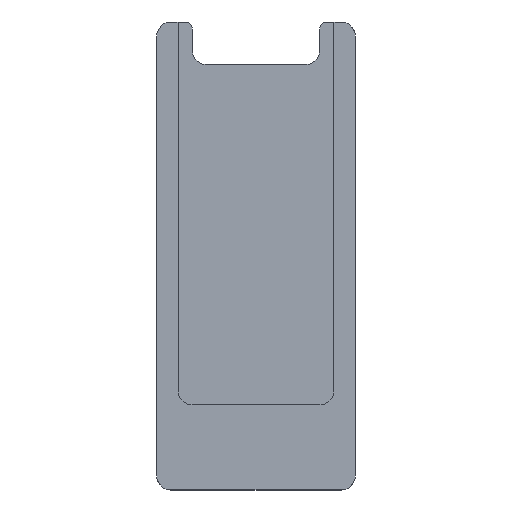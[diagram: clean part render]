
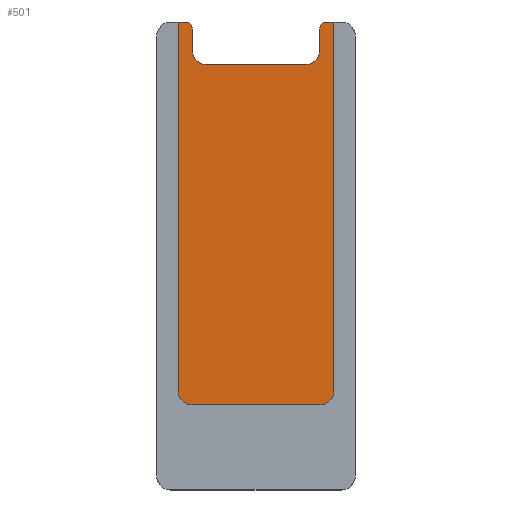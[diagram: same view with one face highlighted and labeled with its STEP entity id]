
A CAD part, top view. The second image highlights one B-rep face of the part: STEP entity #501.
In plain terms, the highlighted planar face has unit normal (0, 0, 1).
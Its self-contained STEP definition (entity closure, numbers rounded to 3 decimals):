
#33=PLANE('',#565);
#59=FACE_OUTER_BOUND('',#85,.T.);
#85=EDGE_LOOP('',(#449,#450,#451,#452,#453,#454,#455,#456,#457,#458,#459,
#460,#461,#462));
#89=LINE('',#729,#137);
#93=LINE('',#741,#141);
#101=LINE('',#760,#149);
#112=LINE('',#798,#160);
#123=LINE('',#834,#171);
#130=LINE('',#851,#178);
#132=LINE('',#857,#180);
#134=LINE('',#862,#182);
#137=VECTOR('',#579,10.);
#141=VECTOR('',#591,10.);
#149=VECTOR('',#607,10.);
#160=VECTOR('',#640,10.);
#171=VECTOR('',#677,10.);
#178=VECTOR('',#698,10.);
#180=VECTOR('',#706,10.);
#182=VECTOR('',#714,10.);
#183=CIRCLE('',#518,1.);
#185=CIRCLE('',#522,1.);
#187=CIRCLE('',#526,0.5);
#196=CIRCLE('',#538,0.5);
#201=CIRCLE('',#561,1.);
#202=CIRCLE('',#564,1.);
#203=VERTEX_POINT('',#719);
#204=VERTEX_POINT('',#720);
#207=VERTEX_POINT('',#728);
#209=VERTEX_POINT('',#734);
#211=VERTEX_POINT('',#740);
#213=VERTEX_POINT('',#746);
#214=VERTEX_POINT('',#747);
#232=VERTEX_POINT('',#790);
#233=VERTEX_POINT('',#791);
#234=VERTEX_POINT('',#796);
#246=VERTEX_POINT('',#833);
#248=VERTEX_POINT('',#848);
#249=VERTEX_POINT('',#850);
#250=VERTEX_POINT('',#856);
#251=EDGE_CURVE('',#203,#204,#183,.T.);
#255=EDGE_CURVE('',#203,#207,#89,.T.);
#258=EDGE_CURVE('',#209,#207,#185,.T.);
#261=EDGE_CURVE('',#209,#211,#93,.T.);
#264=EDGE_CURVE('',#213,#214,#187,.T.);
#271=EDGE_CURVE('',#213,#211,#101,.T.);
#286=EDGE_CURVE('',#232,#233,#196,.T.);
#290=EDGE_CURVE('',#232,#234,#112,.T.);
#308=EDGE_CURVE('',#246,#233,#123,.T.);
#316=EDGE_CURVE('',#249,#248,#130,.T.);
#318=EDGE_CURVE('',#234,#249,#201,.T.);
#319=EDGE_CURVE('',#250,#214,#132,.T.);
#321=EDGE_CURVE('',#248,#250,#202,.T.);
#322=EDGE_CURVE('',#246,#204,#134,.T.);
#449=ORIENTED_EDGE('',*,*,#251,.T.);
#450=ORIENTED_EDGE('',*,*,#322,.F.);
#451=ORIENTED_EDGE('',*,*,#308,.T.);
#452=ORIENTED_EDGE('',*,*,#286,.F.);
#453=ORIENTED_EDGE('',*,*,#290,.T.);
#454=ORIENTED_EDGE('',*,*,#318,.T.);
#455=ORIENTED_EDGE('',*,*,#316,.T.);
#456=ORIENTED_EDGE('',*,*,#321,.T.);
#457=ORIENTED_EDGE('',*,*,#319,.T.);
#458=ORIENTED_EDGE('',*,*,#264,.F.);
#459=ORIENTED_EDGE('',*,*,#271,.T.);
#460=ORIENTED_EDGE('',*,*,#261,.F.);
#461=ORIENTED_EDGE('',*,*,#258,.T.);
#462=ORIENTED_EDGE('',*,*,#255,.F.);
#501=ADVANCED_FACE('',(#59),#33,.T.);
#518=AXIS2_PLACEMENT_3D('',#721,#571,#572);
#522=AXIS2_PLACEMENT_3D('',#735,#584,#585);
#526=AXIS2_PLACEMENT_3D('',#748,#596,#597);
#538=AXIS2_PLACEMENT_3D('',#792,#633,#634);
#561=AXIS2_PLACEMENT_3D('',#854,#702,#703);
#564=AXIS2_PLACEMENT_3D('',#860,#710,#711);
#565=AXIS2_PLACEMENT_3D('',#861,#712,#713);
#571=DIRECTION('center_axis',(0.,0.,1.));
#572=DIRECTION('ref_axis',(0.707,-0.707,0.));
#579=DIRECTION('',(-1.,0.,0.));
#584=DIRECTION('center_axis',(0.,0.,1.));
#585=DIRECTION('ref_axis',(-0.707,-0.707,0.));
#591=DIRECTION('',(0.,1.,0.));
#596=DIRECTION('center_axis',(0.,0.,-1.));
#597=DIRECTION('ref_axis',(0.707,0.707,0.));
#607=DIRECTION('',(-1.,0.,0.));
#633=DIRECTION('center_axis',(0.,0.,-1.));
#634=DIRECTION('ref_axis',(-0.707,0.707,0.));
#640=DIRECTION('',(0.,-1.,0.));
#677=DIRECTION('',(-1.,0.,0.));
#698=DIRECTION('',(-1.,0.,0.));
#702=DIRECTION('center_axis',(0.,0.,-1.));
#703=DIRECTION('ref_axis',(0.,-1.,0.));
#706=DIRECTION('',(0.,1.,0.));
#710=DIRECTION('center_axis',(0.,0.,-1.));
#711=DIRECTION('ref_axis',(-1.,0.,0.));
#712=DIRECTION('center_axis',(0.,0.,1.));
#713=DIRECTION('ref_axis',(1.,0.,0.));
#714=DIRECTION('',(0.,-1.,0.));
#719=CARTESIAN_POINT('',(-10.8,9.9,0.8));
#720=CARTESIAN_POINT('',(-9.8,10.9,0.8));
#721=CARTESIAN_POINT('Origin',(-10.8,10.9,0.8));
#728=CARTESIAN_POINT('',(-19.8,9.9,0.8));
#729=CARTESIAN_POINT('',(-12.55,9.9,0.8));
#734=CARTESIAN_POINT('',(-20.8,10.9,0.8));
#735=CARTESIAN_POINT('Origin',(-19.8,10.9,0.8));
#740=CARTESIAN_POINT('',(-20.8,36.9,0.8));
#741=CARTESIAN_POINT('',(-20.8,16.65,0.8));
#746=CARTESIAN_POINT('',(-20.3,36.9,0.8));
#747=CARTESIAN_POINT('',(-19.8,36.4,0.8));
#748=CARTESIAN_POINT('Origin',(-20.3,36.4,0.8));
#760=CARTESIAN_POINT('',(-22.3,36.9,0.8));
#790=CARTESIAN_POINT('',(-10.8,36.4,0.8));
#791=CARTESIAN_POINT('',(-10.3,36.9,0.8));
#792=CARTESIAN_POINT('Origin',(-10.3,36.4,0.8));
#796=CARTESIAN_POINT('',(-10.8,34.9,0.8));
#798=CARTESIAN_POINT('',(-10.8,34.9,0.8));
#833=CARTESIAN_POINT('',(-9.8,36.9,0.8));
#834=CARTESIAN_POINT('',(-10.8,36.9,0.8));
#848=CARTESIAN_POINT('',(-18.8,33.9,0.8));
#850=CARTESIAN_POINT('',(-11.8,33.9,0.8));
#851=CARTESIAN_POINT('',(-18.8,33.9,0.8));
#854=CARTESIAN_POINT('Origin',(-11.8,34.9,0.8));
#856=CARTESIAN_POINT('',(-19.8,34.9,0.8));
#857=CARTESIAN_POINT('',(-19.8,34.9,0.8));
#860=CARTESIAN_POINT('Origin',(-18.8,34.9,0.8));
#861=CARTESIAN_POINT('Origin',(-15.3,23.4,0.8));
#862=CARTESIAN_POINT('',(-9.8,30.15,0.8));
